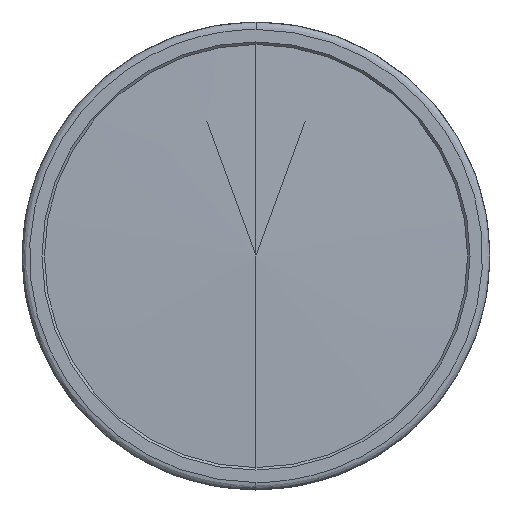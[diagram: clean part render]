
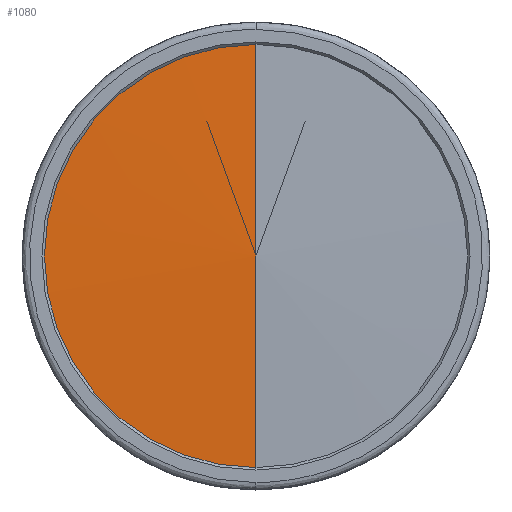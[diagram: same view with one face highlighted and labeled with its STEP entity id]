
A CAD part, left-side view. The second image highlights one B-rep face of the part: STEP entity #1080.
In plain terms, the highlighted conical face has half-angle 88.536 degrees and reference radius 173 mm.
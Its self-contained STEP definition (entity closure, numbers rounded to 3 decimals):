
#89 = CARTESIAN_POINT ( 'NONE',  ( 9.42, 0., 0. ) ) ;
#111 = CONICAL_SURFACE ( 'NONE', #4640, 173., 1.545 ) ;
#244 = AXIS2_PLACEMENT_3D ( 'NONE', #2476, #1933, #1686 ) ;
#461 = VERTEX_POINT ( 'NONE', #3883 ) ;
#471 = DIRECTION ( 'NONE',  ( 0.026, 0., -1. ) ) ;
#672 = DIRECTION ( 'NONE',  ( 0., -1., 0. ) ) ;
#1033 = CARTESIAN_POINT ( 'NONE',  ( 9.42, 0., -173. ) ) ;
#1034 = VERTEX_POINT ( 'NONE', #2606 ) ;
#1047 = CIRCLE ( 'NONE', #244, 173. ) ;
#1080 = ADVANCED_FACE ( 'NONE', ( #3953 ), #111, .T. ) ;
#1113 = ORIENTED_EDGE ( 'NONE', *, *, #4349, .F. ) ;
#1647 = EDGE_LOOP ( 'NONE', ( #1113, #4066, #5448, #3399 ) ) ;
#1686 = DIRECTION ( 'NONE',  ( 0., -1., 0. ) ) ;
#1933 = DIRECTION ( 'NONE',  ( -1., 0., 0. ) ) ;
#2166 = DIRECTION ( 'NONE',  ( -1., 0., 0. ) ) ;
#2476 = CARTESIAN_POINT ( 'NONE',  ( 9.42, 0., 0. ) ) ;
#2535 = CIRCLE ( 'NONE', #3129, 173. ) ;
#2606 = CARTESIAN_POINT ( 'NONE',  ( 9.42, 0., 173. ) ) ;
#2633 = DIRECTION ( 'NONE',  ( 1., 0., 0. ) ) ;
#2645 = VERTEX_POINT ( 'NONE', #1033 ) ;
#3129 = AXIS2_PLACEMENT_3D ( 'NONE', #5201, #2166, #672 ) ;
#3212 = EDGE_CURVE ( 'NONE', #461, #1034, #5922, .T. ) ;
#3399 = ORIENTED_EDGE ( 'NONE', *, *, #5925, .T. ) ;
#3493 = VECTOR ( 'NONE', #5774, 1000. ) ;
#3883 = CARTESIAN_POINT ( 'NONE',  ( 5., 0., 0. ) ) ;
#3953 = FACE_OUTER_BOUND ( 'NONE', #1647, .T. ) ;
#4017 = CARTESIAN_POINT ( 'NONE',  ( 9.42, 173., 0. ) ) ;
#4066 = ORIENTED_EDGE ( 'NONE', *, *, #3212, .T. ) ;
#4349 = EDGE_CURVE ( 'NONE', #461, #2645, #5834, .T. ) ;
#4519 = VECTOR ( 'NONE', #471, 1000. ) ;
#4617 = DIRECTION ( 'NONE',  ( 0., 0., -1. ) ) ;
#4640 = AXIS2_PLACEMENT_3D ( 'NONE', #89, #2633, #4617 ) ;
#5201 = CARTESIAN_POINT ( 'NONE',  ( 9.42, 0., 0. ) ) ;
#5234 = EDGE_CURVE ( 'NONE', #1034, #5647, #1047, .T. ) ;
#5430 = CARTESIAN_POINT ( 'NONE',  ( 9.42, 0., -173. ) ) ;
#5448 = ORIENTED_EDGE ( 'NONE', *, *, #5234, .T. ) ;
#5647 = VERTEX_POINT ( 'NONE', #4017 ) ;
#5750 = CARTESIAN_POINT ( 'NONE',  ( 9.42, 0., 173. ) ) ;
#5774 = DIRECTION ( 'NONE',  ( 0.026, 0., 1. ) ) ;
#5834 = LINE ( 'NONE', #5430, #4519 ) ;
#5922 = LINE ( 'NONE', #5750, #3493 ) ;
#5925 = EDGE_CURVE ( 'NONE', #5647, #2645, #2535, .T. ) ;
